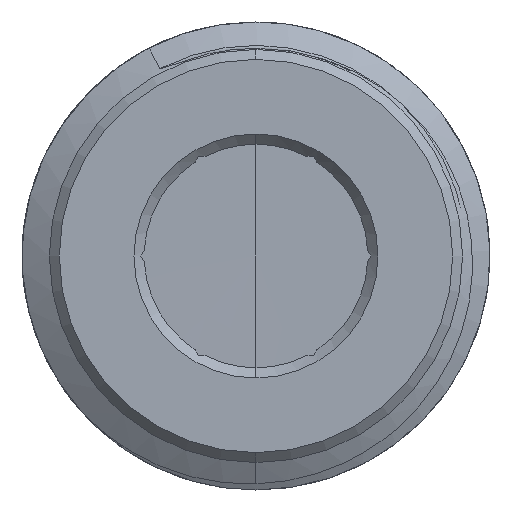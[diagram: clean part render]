
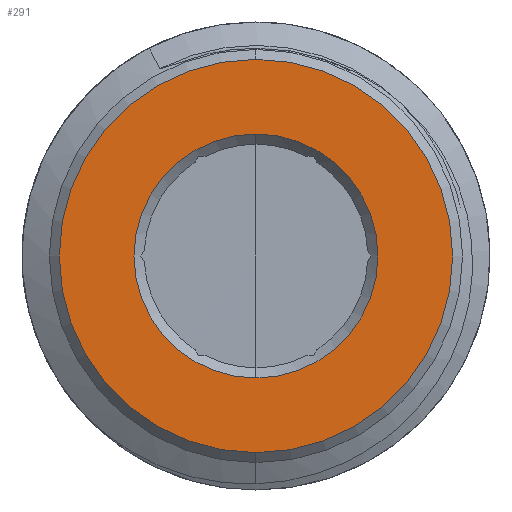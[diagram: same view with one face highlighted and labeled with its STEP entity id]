
A CAD part, left-side view. The second image highlights one B-rep face of the part: STEP entity #291.
In plain terms, the highlighted planar face has unit normal (-1, 0, 0).
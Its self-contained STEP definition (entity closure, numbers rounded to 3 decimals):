
#150 = AXIS2_PLACEMENT_3D ( 'NONE', #2317, #1905, #1587 ) ;
#291 = ADVANCED_FACE ( 'NONE', ( #734, #1507 ), #3803, .T. ) ;
#309 = EDGE_LOOP ( 'NONE', ( #2361, #668 ) ) ;
#349 = DIRECTION ( 'NONE',  ( 0., 0., -1. ) ) ;
#427 = AXIS2_PLACEMENT_3D ( 'NONE', #2235, #3535, #563 ) ;
#495 = CARTESIAN_POINT ( 'NONE',  ( 0., 0., 2.45 ) ) ;
#515 = ORIENTED_EDGE ( 'NONE', *, *, #2984, .T. ) ;
#563 = DIRECTION ( 'NONE',  ( 0., 0., 1. ) ) ;
#668 = ORIENTED_EDGE ( 'NONE', *, *, #2210, .F. ) ;
#734 = FACE_BOUND ( 'NONE', #3155, .T. ) ;
#1104 = AXIS2_PLACEMENT_3D ( 'NONE', #2022, #2991, #2346 ) ;
#1435 = CIRCLE ( 'NONE', #1104, 3.95 ) ;
#1507 = FACE_OUTER_BOUND ( 'NONE', #309, .T. ) ;
#1587 = DIRECTION ( 'NONE',  ( 0., 0., -1. ) ) ;
#1797 = EDGE_CURVE ( 'NONE', #3696, #4215, #3826, .T. ) ;
#1905 = DIRECTION ( 'NONE',  ( 1., 0., 0. ) ) ;
#1949 = EDGE_CURVE ( 'NONE', #3206, #3391, #3487, .T. ) ;
#1965 = DIRECTION ( 'NONE',  ( 1., 0., 0. ) ) ;
#2022 = CARTESIAN_POINT ( 'NONE',  ( 0., 0., 0. ) ) ;
#2180 = AXIS2_PLACEMENT_3D ( 'NONE', #2248, #3205, #2522 ) ;
#2210 = EDGE_CURVE ( 'NONE', #3391, #3206, #1435, .T. ) ;
#2235 = CARTESIAN_POINT ( 'NONE',  ( 0., 0., 0. ) ) ;
#2248 = CARTESIAN_POINT ( 'NONE',  ( 0., 0., 0. ) ) ;
#2317 = CARTESIAN_POINT ( 'NONE',  ( 0., 0., 0. ) ) ;
#2346 = DIRECTION ( 'NONE',  ( 0., 0., -1. ) ) ;
#2361 = ORIENTED_EDGE ( 'NONE', *, *, #1949, .F. ) ;
#2522 = DIRECTION ( 'NONE',  ( 0., 0., -1. ) ) ;
#2679 = CARTESIAN_POINT ( 'NONE',  ( 0., 0., 3.95 ) ) ;
#2686 = CARTESIAN_POINT ( 'NONE',  ( 0., 0., -2.45 ) ) ;
#2857 = CARTESIAN_POINT ( 'NONE',  ( 0., 0., -3.95 ) ) ;
#2859 = AXIS2_PLACEMENT_3D ( 'NONE', #3275, #1965, #349 ) ;
#2984 = EDGE_CURVE ( 'NONE', #4215, #3696, #3809, .T. ) ;
#2991 = DIRECTION ( 'NONE',  ( 1., 0., 0. ) ) ;
#3155 = EDGE_LOOP ( 'NONE', ( #3291, #515 ) ) ;
#3205 = DIRECTION ( 'NONE',  ( 1., 0., 0. ) ) ;
#3206 = VERTEX_POINT ( 'NONE', #2857 ) ;
#3275 = CARTESIAN_POINT ( 'NONE',  ( 0., 0., 0. ) ) ;
#3291 = ORIENTED_EDGE ( 'NONE', *, *, #1797, .T. ) ;
#3391 = VERTEX_POINT ( 'NONE', #2679 ) ;
#3487 = CIRCLE ( 'NONE', #2859, 3.95 ) ;
#3535 = DIRECTION ( 'NONE',  ( -1., 0., 0. ) ) ;
#3696 = VERTEX_POINT ( 'NONE', #495 ) ;
#3803 = PLANE ( 'NONE',  #427 ) ;
#3809 = CIRCLE ( 'NONE', #150, 2.45 ) ;
#3826 = CIRCLE ( 'NONE', #2180, 2.45 ) ;
#4215 = VERTEX_POINT ( 'NONE', #2686 ) ;
